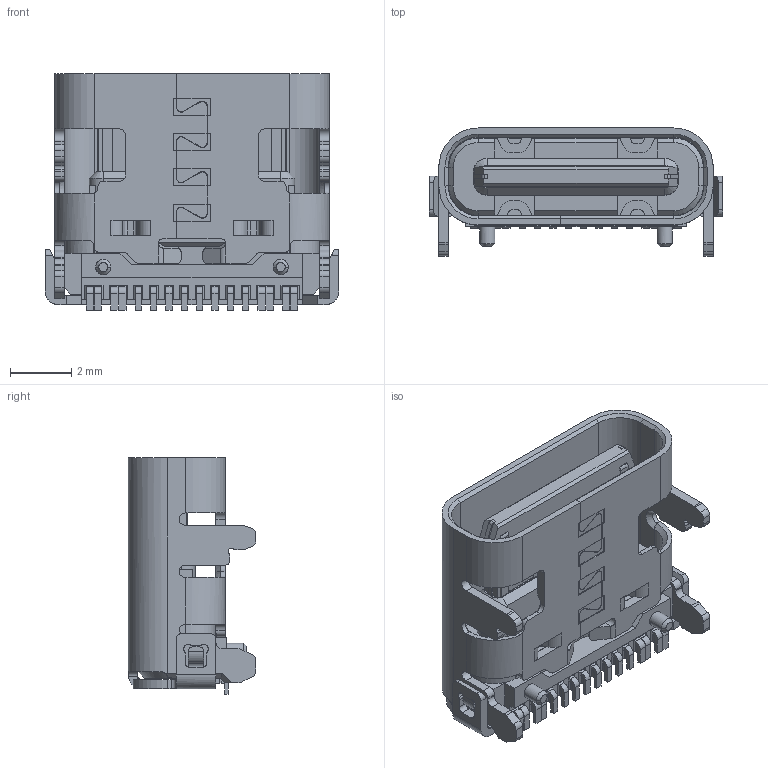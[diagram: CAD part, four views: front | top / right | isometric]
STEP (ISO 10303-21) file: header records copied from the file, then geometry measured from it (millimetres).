
FILE_DESCRIPTION(('STEP AP242'),'1');
FILE_NAME('698b116-264-211.stp','2021-06-04T14:18:49',('TraceParts'),('TraceParts S.A.'),'Spatial InterOp 3D',' ',' ');
FILE_SCHEMA(('AP242_MANAGED_MODEL_BASED_3D_ENGINEERING_MIM_LF {1 0 10303 442 1 1 4}'));
Length unit declared in the file: millimetre
Products named in the file (1): 698b116-264-211_1
Bounding box: 9.58 x 4.16 x 7.71 mm (x, y, z)
Volume: 116.4 mm3; surface area: 711.6 mm2
Topology: 22 solids, 34 shells, 2003 faces, 5698 edges, 3743 vertices
Faces by surface type: plane 1414, cylinder 546, cone 36, bspline 7
Entity records: 74005 total; most frequent: CARTESIAN_POINT 14305, ORIENTED_EDGE 11396, DIRECTION 9768, EDGE_CURVE 5698, LINE 4236, VECTOR 4236, VERTEX_POINT 3743, AXIS2_PLACEMENT_3D 2766
